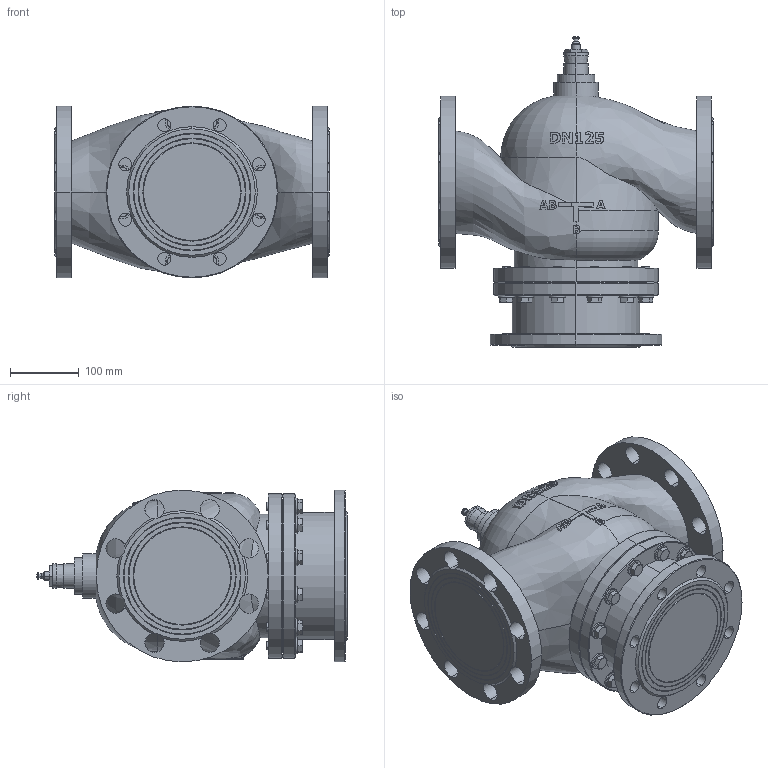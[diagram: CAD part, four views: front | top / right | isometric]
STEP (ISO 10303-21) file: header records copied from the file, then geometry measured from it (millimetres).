
FILE_DESCRIPTION (( 'STEP AP214' ), '1' );
FILE_NAME ('DN125三通BL合流.STEP', '2022-04-25T08:40:22', ( '' ), ( '' ), 'SwSTEP 2.0', 'SolidWorks 2014', '' );
FILE_SCHEMA (( 'AUTOMOTIVE_DESIGN' ));
Length unit declared in the file: millimetre
Products named in the file (1): DN125三通BL合流
Bounding box: 400 x 451.5 x 250 mm (x, y, z)
Volume: 18691755.2 mm3; surface area: 834616 mm2
Topology: 29 solids, 29 shells, 900 faces, 2226 edges, 1418 vertices
Faces by surface type: plane 355, cylinder 228, cone 211, bspline 88, torus 12, sphere 6
Entity records: 50404 total; most frequent: CARTESIAN_POINT 19357, ORIENTED_EDGE 4444, DIRECTION 4116, EDGE_CURVE 2222, AXIS2_PLACEMENT_3D 1686, VERTEX_POINT 1418, EDGE_LOOP 1058, UNCERTAINTY_MEASURE_WITH_UNIT 931
